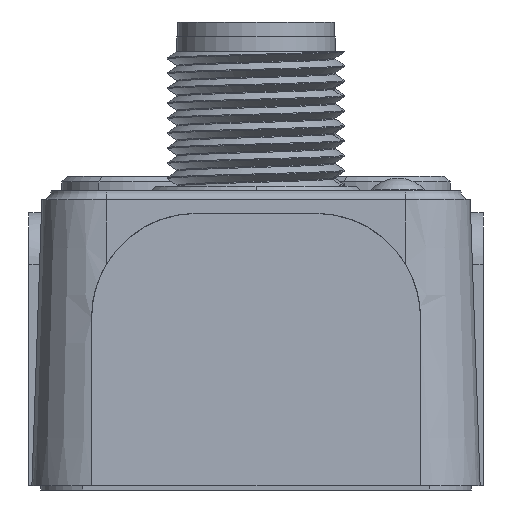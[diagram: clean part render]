
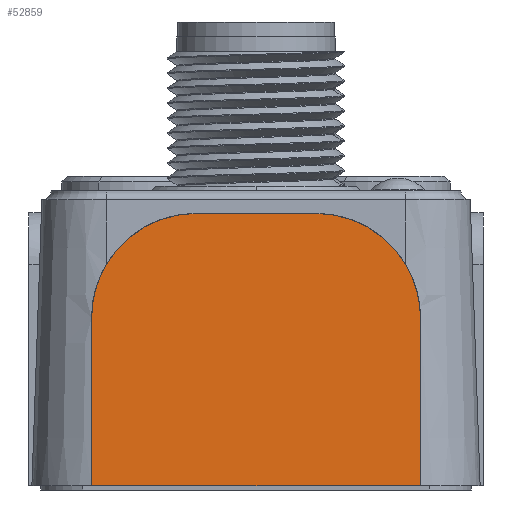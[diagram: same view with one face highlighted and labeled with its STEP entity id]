
A CAD part, left-side view. The second image highlights one B-rep face of the part: STEP entity #52859.
In plain terms, the highlighted planar face has unit normal (-0.999, 0, 0.035).
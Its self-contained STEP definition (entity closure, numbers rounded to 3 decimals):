
#3356=DIRECTION('',(0.035,0.,0.999));
#3357=VECTOR('',#3356,11.207);
#3358=CARTESIAN_POINT('',(-67.29,-197.,-14.7));
#3359=LINE('',#3358,#3357);
#3368=CARTESIAN_POINT('',(-66.654,-204.,
3.5));
#3369=CARTESIAN_POINT('',(-66.654,-203.535,
3.5));
#3370=CARTESIAN_POINT('',(-66.657,-202.625,
3.409));
#3371=CARTESIAN_POINT('',(-66.671,-201.3,
3.008));
#3372=CARTESIAN_POINT('',(-66.694,-200.085,
2.357));
#3373=CARTESIAN_POINT('',(-66.724,-199.019,
1.482));
#3374=CARTESIAN_POINT('',(-66.762,-198.144,
0.416));
#3375=CARTESIAN_POINT('',(-66.804,-197.493,
-0.8));
#3376=CARTESIAN_POINT('',(-66.85,-197.091,
-2.125));
#3377=CARTESIAN_POINT('',(-66.882,-197.,
-3.035));
#3378=CARTESIAN_POINT('',(-66.898,-197.,
-3.5));
#3380=CARTESIAN_POINT('',(-66.898,-219.,
-3.5));
#3381=CARTESIAN_POINT('',(-66.882,-219.,
-3.035));
#3382=CARTESIAN_POINT('',(-66.85,-218.909,
-2.125));
#3383=CARTESIAN_POINT('',(-66.804,-218.507,
-0.8));
#3384=CARTESIAN_POINT('',(-66.762,-217.856,
0.416));
#3385=CARTESIAN_POINT('',(-66.724,-216.981,
1.482));
#3386=CARTESIAN_POINT('',(-66.694,-215.915,
2.357));
#3387=CARTESIAN_POINT('',(-66.671,-214.699,
3.008));
#3388=CARTESIAN_POINT('',(-66.657,-213.375,
3.409));
#3389=CARTESIAN_POINT('',(-66.654,-212.465,
3.5));
#3390=CARTESIAN_POINT('',(-66.654,-212.,
3.5));
#3392=DIRECTION('',(-0.035,0.,-0.999));
#3393=VECTOR('',#3392,11.207);
#3394=CARTESIAN_POINT('',(-66.898,-219.,
-3.5));
#3395=LINE('',#3394,#3393);
#3529=DIRECTION('',(0.,1.,0.));
#3530=VECTOR('',#3529,22.);
#3531=CARTESIAN_POINT('',(-67.29,-219.,-14.7));
#3532=LINE('',#3531,#3530);
#4873=DIRECTION('',(0.,-1.,0.));
#4874=VECTOR('',#4873,8.001);
#4875=CARTESIAN_POINT('',(-66.654,-204.,
3.5));
#4876=LINE('',#4875,#4874);
#42617=VERTEX_POINT('',#3368);
#42618=VERTEX_POINT('',#3378);
#42623=CARTESIAN_POINT('',(-66.654,-212.,
3.5));
#42624=VERTEX_POINT('',#42623);
#42627=VERTEX_POINT('',#3380);
#45237=CARTESIAN_POINT('',(-67.29,-197.,-14.7));
#45238=VERTEX_POINT('',#45237);
#45239=CARTESIAN_POINT('',(-67.29,-219.,-14.7));
#45240=VERTEX_POINT('',#45239);
#52841=CARTESIAN_POINT('',(-67.3,-208.,-15.));
#52842=DIRECTION('',(0.999,0.,-0.035));
#52843=DIRECTION('',(-0.035,0.,-0.999));
#52844=AXIS2_PLACEMENT_3D('',#52841,#52842,#52843);
#52845=PLANE('',#52844);
#52847=ORIENTED_EDGE('',*,*,#52846,.T.);
#52849=ORIENTED_EDGE('',*,*,#52848,.T.);
#52850=ORIENTED_EDGE('',*,*,#52831,.T.);
#52852=ORIENTED_EDGE('',*,*,#52851,.F.);
#52854=ORIENTED_EDGE('',*,*,#52853,.T.);
#52856=ORIENTED_EDGE('',*,*,#52855,.F.);
#52857=EDGE_LOOP('',(#52847,#52849,#52850,#52852,#52854,#52856));
#52858=FACE_OUTER_BOUND('',#52857,.F.);
#52859=ADVANCED_FACE('',(#52858),#52845,.F.);
#3379=B_SPLINE_CURVE_WITH_KNOTS('',3,(#3368,#3369,#3370,#3371,#3372,#3373,#3374,
#3375,#3376,#3377,#3378),.UNSPECIFIED.,.F.,.F.,(4,1,1,1,1,1,1,1,4),(0.,
0.125,0.25,0.375,0.5,0.625,0.75,0.875,1.),.UNSPECIFIED.);
#3391=B_SPLINE_CURVE_WITH_KNOTS('',3,(#3380,#3381,#3382,#3383,#3384,#3385,#3386,
#3387,#3388,#3389,#3390),.UNSPECIFIED.,.F.,.F.,(4,1,1,1,1,1,1,1,4),(0.,
0.125,0.25,0.375,0.5,0.625,0.75,0.875,1.),.UNSPECIFIED.);
#52831=EDGE_CURVE('',#45238,#42618,#3359,.T.);
#52846=EDGE_CURVE('',#42627,#45240,#3395,.T.);
#52848=EDGE_CURVE('',#45240,#45238,#3532,.T.);
#52851=EDGE_CURVE('',#42617,#42618,#3379,.T.);
#52853=EDGE_CURVE('',#42617,#42624,#4876,.T.);
#52855=EDGE_CURVE('',#42627,#42624,#3391,.T.);
